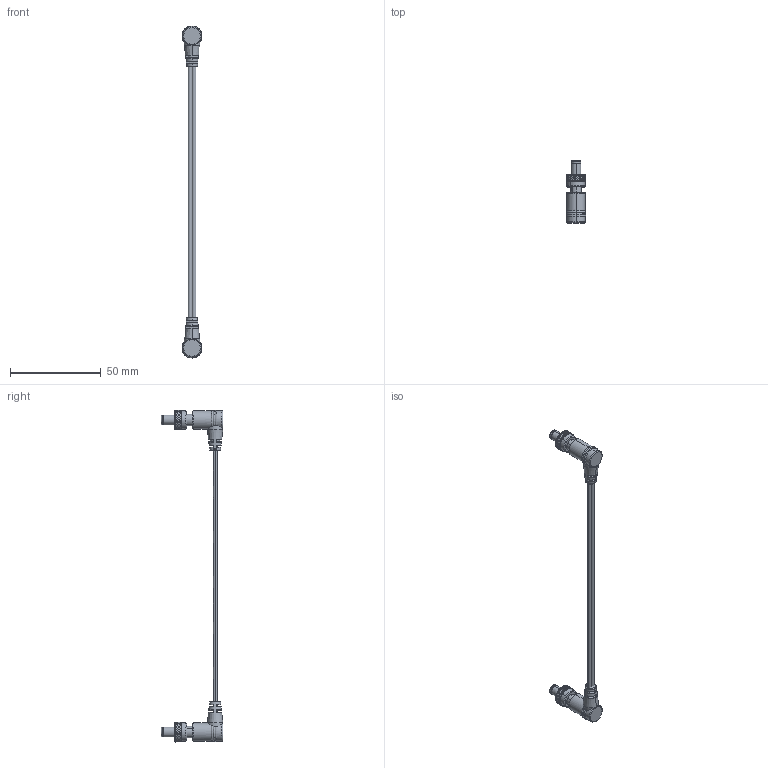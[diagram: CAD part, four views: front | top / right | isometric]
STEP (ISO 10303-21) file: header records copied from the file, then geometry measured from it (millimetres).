
FILE_DESCRIPTION (( 'STEP AP203' ), '1' );
FILE_NAME ('10-00109.step', '2016-09-15T23:34:54', ( '' ), ( '' ), 'SwSTEP 2.0', 'SolidWorks 2015', '' );
FILE_SCHEMA (( 'CONFIG_CONTROL_DESIGN' ));
Length unit declared in the file: millimetre
Products named in the file (10): 50-00010 locking ring; 30-00007_wbc; 10-00109; 50-00010 shell; 50-00010 pin; 50-00010; 24-00017; 50-00010 shell 2; 50-00010 insulator; 50-00010 interior shell
Assembly tree (11 placements, depth 3):
  10-00109
    30-00007_wbc
    24-00017  x2
    50-00010  x2
      50-00010 insulator
      50-00010 interior shell
      50-00010 locking ring
      50-00010 pin
      50-00010 shell 2
      50-00010 shell
Bounding box: 11 x 34 x 183 mm (x, y, z)
Volume: 6170.2 mm3; surface area: 10594.9 mm2
Topology: 22 solids, 22 shells, 3626 faces, 8613 edges, 5070 vertices
Faces by surface type: bspline 1602, plane 1305, cylinder 597, torus 64, cone 58
Entity records: 77043 total; most frequent: CARTESIAN_POINT 42084, ORIENTED_EDGE 8764, EDGE_CURVE 4382, DIRECTION 3820, B_SPLINE_CURVE_WITH_KNOTS 3011, VERTEX_POINT 2588, EDGE_LOOP 1886, FACE_OUTER_BOUND 1850
